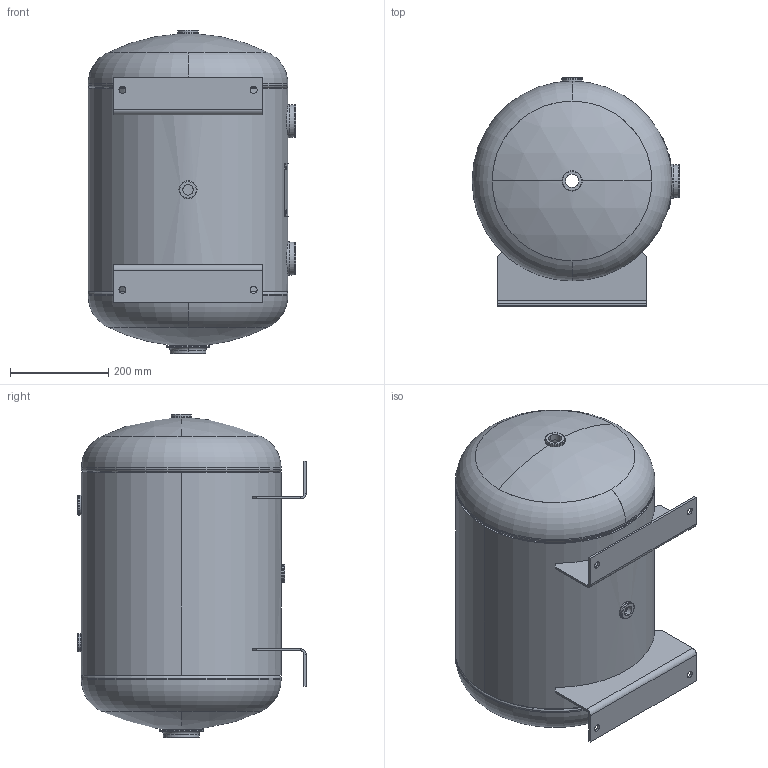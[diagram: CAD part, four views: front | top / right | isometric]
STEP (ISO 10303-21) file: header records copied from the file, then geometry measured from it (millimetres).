
FILE_DESCRIPTION (( 'STEP AP214' ), '1' );
FILE_NAME ('304942.STEP', '2024-03-20T17:46:15', ( '' ), ( '' ), 'SwSTEP 2.0', 'SolidWorks 2022', '' );
FILE_SCHEMA (( 'AUTOMOTIVE_DESIGN' ));
Length unit declared in the file: inch
Products named in the file (11): PHOENIX FLAT FLANGE_0500P393; A84499; HEAD_16X099JOG; PHOENIX FLAT FLANGE_0750; PHOENIX RAD FLANGE_150P957 OR; S36195; PHOENIX FLAT FLANGE_2000; 304942; 304942-SL; NP-HOR_16
Assembly tree (14 placements, depth 2):
  304942
    304942-SL
    HEAD_16X099JOG
    HEAD_16X099JOG
    PHOENIX FLAT FLANGE_2000
    PHOENIX RAD FLANGE_150P957 OR  x2
    PHOENIX FLAT FLANGE_0750  x2
    PHOENIX FLAT FLANGE_0500P393  x2
    A84499  x2
    S36195
    NP-HOR_16
Bounding box: 422.53 x 464.34 x 658.01 mm (x, y, z)
Volume: 3189748.6 mm3; surface area: 2155508.6 mm2
Topology: 14 solids, 14 shells, 296 faces, 638 edges, 380 vertices
Faces by surface type: torus 104, cylinder 96, plane 66, bspline 22, sphere 8
Full cylindrical faces by diameter (mm): 399.999 x1, 406.4 x1
Entity records: 12612 total; most frequent: CARTESIAN_POINT 7406, DIRECTION 1066, ORIENTED_EDGE 916, AXIS2_PLACEMENT_3D 478, EDGE_CURVE 458, VERTEX_POINT 274, CIRCLE 274, EDGE_LOOP 248
